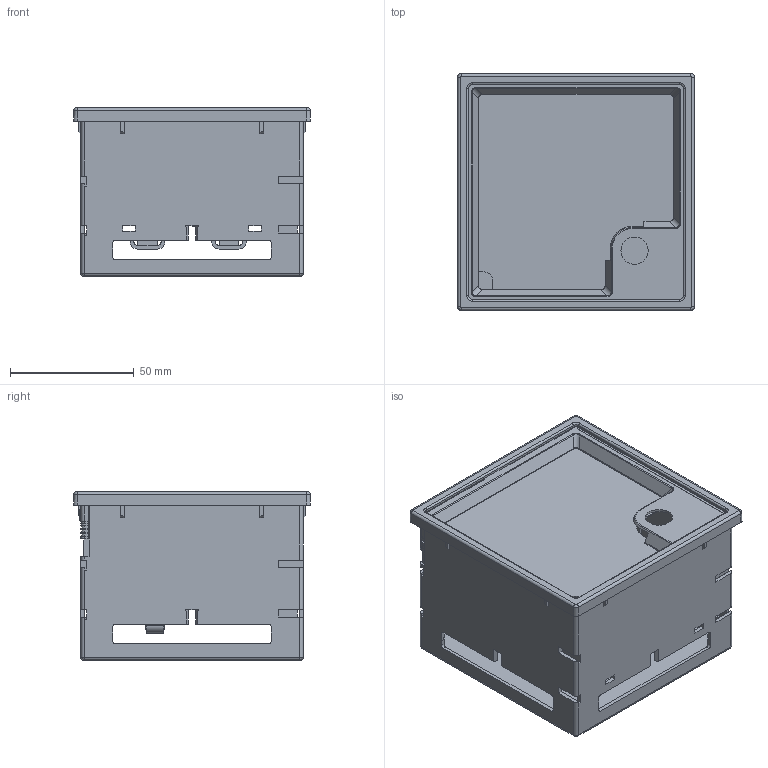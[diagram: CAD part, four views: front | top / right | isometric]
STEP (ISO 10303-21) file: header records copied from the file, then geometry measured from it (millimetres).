
FILE_DESCRIPTION(/* description */ (''),/* implementation_level */ '2;1');
FILE_NAME(/* name */ 'BQ96_3D CAD_2024-09-26.stp',/* time_stamp */ '2024-09-26T13:44:15+02:00',/* author */ ('JDI'),/* organization */ (''),/* preprocessor_version */ 'ST-DEVELOPER v19.2',/* originating_system */ 'Autodesk Inventor 2023',/* authorisation */ '');
FILE_SCHEMA (('AUTOMOTIVE_DESIGN { 1 0 10303 214 3 1 1 }'));
Length unit declared in the file: millimetre
Products named in the file (1): BQ96_iam_Simplify_1
Bounding box: 95.85 x 95.85 x 68 mm (x, y, z)
Volume: 84035.8 mm3; surface area: 105920.3 mm2
Topology: 1 solids, 1 shells, 1185 faces, 3487 edges, 2280 vertices
Faces by surface type: plane 968, cylinder 175, bspline 33, torus 5, cone 3, sphere 1
Full cylindrical faces by diameter (mm): 3.3 x2, 4.3 x2, 11 x1
Entity records: 43862 total; most frequent: CARTESIAN_POINT 10809, ORIENTED_EDGE 6960, DIRECTION 6161, EDGE_CURVE 3480, LINE 3063, VECTOR 3063, VERTEX_POINT 2280, AXIS2_PLACEMENT_3D 1549
